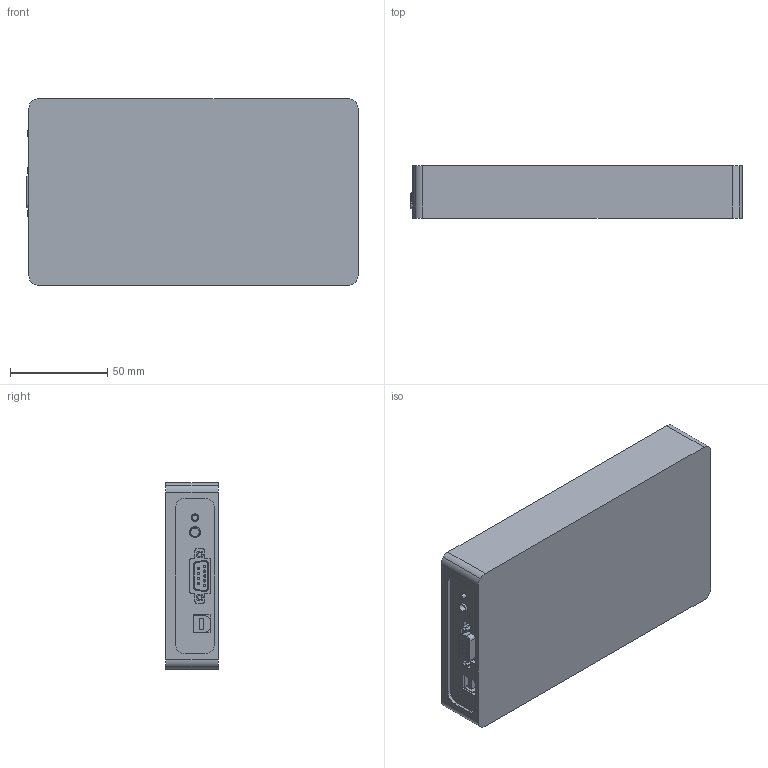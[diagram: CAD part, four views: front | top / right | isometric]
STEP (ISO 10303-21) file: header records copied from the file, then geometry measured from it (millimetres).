
FILE_DESCRIPTION (( 'STEP AP203' ), '1' );
FILE_NAME ('嫖髡薹數.STEP', '2021-06-30T01:48:45', ( '' ), ( '' ), 'SwSTEP 2.0', 'SolidWorks 2020', '' );
FILE_SCHEMA (( 'CONFIG_CONTROL_DESIGN' ));
Length unit declared in the file: millimetre
Products named in the file (1): 嫖髡薹數
Bounding box: 170.5 x 27 x 96 mm (x, y, z)
Volume: 428331.6 mm3; surface area: 48740.8 mm2
Topology: 1 solids, 1 shells, 293 faces, 748 edges, 490 vertices
Faces by surface type: cylinder 140, plane 129, torus 24
Entity records: 9041 total; most frequent: DIRECTION 1666, CARTESIAN_POINT 1532, ORIENTED_EDGE 1496, EDGE_CURVE 748, AXIS2_PLACEMENT_3D 624, VERTEX_POINT 490, VECTOR 418, LINE 418
